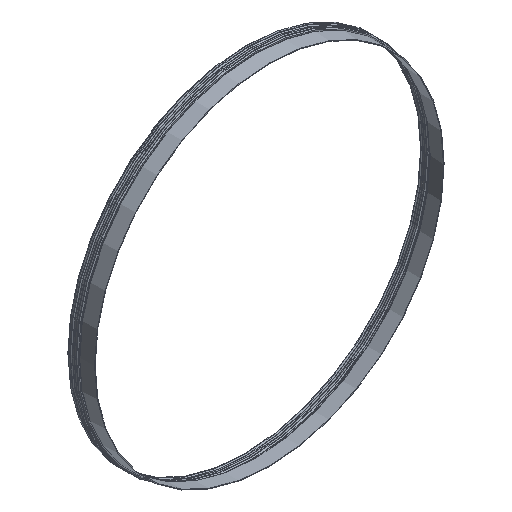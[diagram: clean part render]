
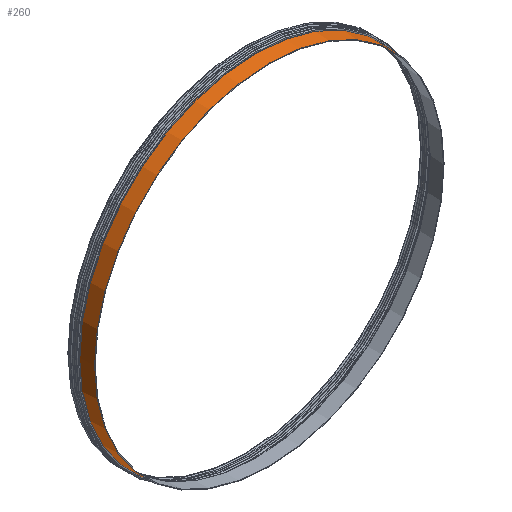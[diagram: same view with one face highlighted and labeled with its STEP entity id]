
A CAD part, isometric view. The second image highlights one B-rep face of the part: STEP entity #260.
In plain terms, the highlighted conical face has half-angle 3 degrees and reference radius 628.363 mm.
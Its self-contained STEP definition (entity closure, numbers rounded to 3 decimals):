
#25=CONICAL_SURFACE('',#301,628.363,0.052);
#39=FACE_OUTER_BOUND('',#59,.T.);
#59=EDGE_LOOP('',(#204,#205,#206,#207));
#79=LINE('',#451,#95);
#95=VECTOR('',#366,628.363);
#112=CIRCLE('',#300,629.725);
#113=CIRCLE('',#302,627.);
#131=VERTEX_POINT('',#446);
#132=VERTEX_POINT('',#449);
#156=EDGE_CURVE('',#131,#131,#112,.T.);
#157=EDGE_CURVE('',#132,#132,#113,.T.);
#158=EDGE_CURVE('',#132,#131,#79,.T.);
#204=ORIENTED_EDGE('',*,*,#157,.F.);
#205=ORIENTED_EDGE('',*,*,#158,.T.);
#206=ORIENTED_EDGE('',*,*,#156,.T.);
#207=ORIENTED_EDGE('',*,*,#158,.F.);
#260=ADVANCED_FACE('',(#39),#25,.T.);
#300=AXIS2_PLACEMENT_3D('',#447,#360,#361);
#301=AXIS2_PLACEMENT_3D('',#448,#362,#363);
#302=AXIS2_PLACEMENT_3D('',#450,#364,#365);
#360=DIRECTION('center_axis',(0.,-1.,0.));
#361=DIRECTION('ref_axis',(1.,0.,0.));
#362=DIRECTION('center_axis',(0.,1.,0.));
#363=DIRECTION('ref_axis',(1.,0.,0.));
#364=DIRECTION('center_axis',(0.,-1.,0.));
#365=DIRECTION('ref_axis',(1.,0.,0.));
#366=DIRECTION('',(-0.052,0.999,0.));
#446=CARTESIAN_POINT('',(-629.725,52.,0.));
#447=CARTESIAN_POINT('Origin',(0.,52.,0.));
#448=CARTESIAN_POINT('Origin',(0.,26.,0.));
#449=CARTESIAN_POINT('',(-627.,0.,0.));
#450=CARTESIAN_POINT('Origin',(0.,0.,0.));
#451=CARTESIAN_POINT('',(-628.363,26.,0.));
